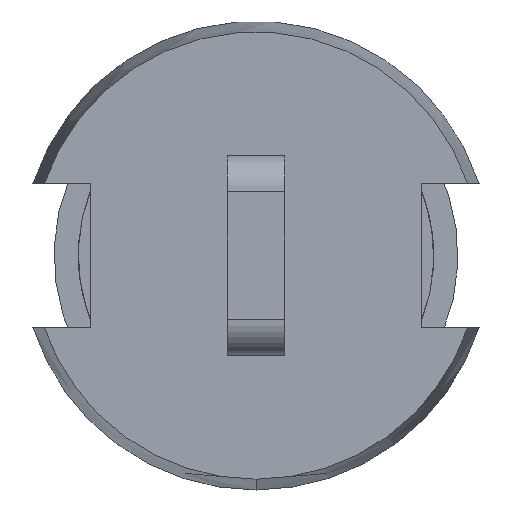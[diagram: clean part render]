
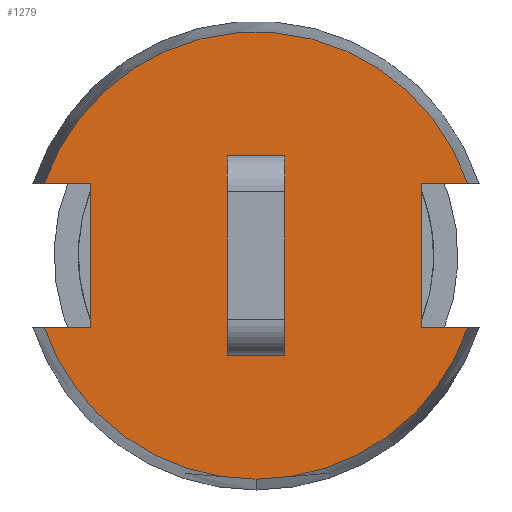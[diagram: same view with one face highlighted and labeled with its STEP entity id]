
A CAD part, left-side view. The second image highlights one B-rep face of the part: STEP entity #1279.
In plain terms, the highlighted planar face has unit normal (-1, 0, 0).
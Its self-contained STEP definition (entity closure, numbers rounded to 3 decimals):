
#31 = VECTOR ( 'NONE', #3378, 1000. ) ;
#51 = CARTESIAN_POINT ( 'NONE',  ( 3.2, 0., -0.69 ) ) ;
#65 = CARTESIAN_POINT ( 'NONE',  ( 3.2, 0.8, -3.46 ) ) ;
#140 = DIRECTION ( 'NONE',  ( 0., 1., 0. ) ) ;
#149 = CARTESIAN_POINT ( 'NONE',  ( 3.2, -2.534, -3.075 ) ) ;
#201 = CARTESIAN_POINT ( 'NONE',  ( 3.2, 0.4, -2.075 ) ) ;
#211 = DIRECTION ( 'NONE',  ( 0., 0., -1. ) ) ;
#263 = CARTESIAN_POINT ( 'NONE',  ( 3.2, -2.534, -1.075 ) ) ;
#280 = EDGE_CURVE ( 'NONE', #2814, #919, #1895, .T. ) ;
#402 = CARTESIAN_POINT ( 'NONE',  ( 3.2, 3.334, -3.075 ) ) ;
#404 = DIRECTION ( 'NONE',  ( 0., 0., -1. ) ) ;
#407 = VECTOR ( 'NONE', #1187, 1000. ) ;
#499 = VERTEX_POINT ( 'NONE', #263 ) ;
#527 = ORIENTED_EDGE ( 'NONE', *, *, #2461, .T. ) ;
#533 = ORIENTED_EDGE ( 'NONE', *, *, #1059, .T. ) ;
#537 = ORIENTED_EDGE ( 'NONE', *, *, #1123, .F. ) ;
#667 = CARTESIAN_POINT ( 'NONE',  ( 3.2, 0., -3.46 ) ) ;
#705 = CARTESIAN_POINT ( 'NONE',  ( 3.2, -1.9, -3.075 ) ) ;
#710 = VERTEX_POINT ( 'NONE', #2090 ) ;
#728 = EDGE_LOOP ( 'NONE', ( #537, #3084, #1092, #823 ) ) ;
#746 = DIRECTION ( 'NONE',  ( -1., 0., 0. ) ) ;
#759 = VERTEX_POINT ( 'NONE', #51 ) ;
#782 = CARTESIAN_POINT ( 'NONE',  ( 3.2, 0.4, -2.075 ) ) ;
#822 = FACE_BOUND ( 'NONE', #728, .T. ) ;
#823 = ORIENTED_EDGE ( 'NONE', *, *, #2443, .F. ) ;
#873 = VECTOR ( 'NONE', #2383, 1000. ) ;
#889 = EDGE_CURVE ( 'NONE', #3109, #2814, #3387, .T. ) ;
#901 = DIRECTION ( 'NONE',  ( 0., 0., -1. ) ) ;
#919 = VERTEX_POINT ( 'NONE', #149 ) ;
#923 = CARTESIAN_POINT ( 'NONE',  ( 3.2, 3.334, -3.075 ) ) ;
#1054 = EDGE_CURVE ( 'NONE', #2108, #3235, #3053, .T. ) ;
#1059 = EDGE_CURVE ( 'NONE', #1473, #710, #2150, .T. ) ;
#1068 = ORIENTED_EDGE ( 'NONE', *, *, #3190, .T. ) ;
#1090 = CARTESIAN_POINT ( 'NONE',  ( 3.2, 0., -1.104 ) ) ;
#1092 = ORIENTED_EDGE ( 'NONE', *, *, #3118, .F. ) ;
#1123 = EDGE_CURVE ( 'NONE', #759, #3772, #3148, .T. ) ;
#1150 = EDGE_CURVE ( 'NONE', #499, #2108, #2347, .T. ) ;
#1157 = VERTEX_POINT ( 'NONE', #2977 ) ;
#1187 = DIRECTION ( 'NONE',  ( 0., 0., -1. ) ) ;
#1192 = ORIENTED_EDGE ( 'NONE', *, *, #1054, .T. ) ;
#1229 = CARTESIAN_POINT ( 'NONE',  ( 3.2, 0.8, -0.69 ) ) ;
#1270 = CARTESIAN_POINT ( 'NONE',  ( 3.2, 0.8, -1.104 ) ) ;
#1273 = EDGE_CURVE ( 'NONE', #759, #3743, #3286, .T. ) ;
#1279 = ADVANCED_FACE ( 'NONE', ( #822, #1695 ), #2522, .F. ) ;
#1283 = AXIS2_PLACEMENT_3D ( 'NONE', #201, #2841, #211 ) ;
#1296 = ORIENTED_EDGE ( 'NONE', *, *, #280, .T. ) ;
#1473 = VERTEX_POINT ( 'NONE', #3219 ) ;
#1493 = CARTESIAN_POINT ( 'NONE',  ( 3.2, 0.4, -2.075 ) ) ;
#1502 = EDGE_LOOP ( 'NONE', ( #3264, #527, #2567, #1296, #1068, #533, #3259, #1950, #1192 ) ) ;
#1516 = VECTOR ( 'NONE', #2632, 1000. ) ;
#1596 = VECTOR ( 'NONE', #3083, 1000. ) ;
#1626 = DIRECTION ( 'NONE',  ( 0., 0., -1. ) ) ;
#1647 = LINE ( 'NONE', #402, #2245 ) ;
#1695 = FACE_OUTER_BOUND ( 'NONE', #1502, .T. ) ;
#1794 = CARTESIAN_POINT ( 'NONE',  ( 3.2, 0.8, -3.46 ) ) ;
#1838 = EDGE_CURVE ( 'NONE', #710, #499, #3815, .T. ) ;
#1895 = CIRCLE ( 'NONE', #1283, 3.1 ) ;
#1917 = VECTOR ( 'NONE', #2645, 1000. ) ;
#1950 = ORIENTED_EDGE ( 'NONE', *, *, #1150, .T. ) ;
#1961 = LINE ( 'NONE', #2375, #407 ) ;
#2090 = CARTESIAN_POINT ( 'NONE',  ( 3.2, -1.9, -1.075 ) ) ;
#2099 = VECTOR ( 'NONE', #3364, 1000. ) ;
#2108 = VERTEX_POINT ( 'NONE', #2236 ) ;
#2150 = LINE ( 'NONE', #3201, #873 ) ;
#2156 = CARTESIAN_POINT ( 'NONE',  ( 3.2, 0.4, -2.075 ) ) ;
#2192 = LINE ( 'NONE', #1270, #2099 ) ;
#2224 = DIRECTION ( 'NONE',  ( 1., 0., 0. ) ) ;
#2236 = CARTESIAN_POINT ( 'NONE',  ( 3.2, 3.334, -1.075 ) ) ;
#2242 = AXIS2_PLACEMENT_3D ( 'NONE', #2156, #746, #404 ) ;
#2245 = VECTOR ( 'NONE', #2754, 1000. ) ;
#2334 = CARTESIAN_POINT ( 'NONE',  ( 3.2, 2.7, -1.075 ) ) ;
#2347 = CIRCLE ( 'NONE', #3406, 3.1 ) ;
#2375 = CARTESIAN_POINT ( 'NONE',  ( 3.2, 2.7, -3.075 ) ) ;
#2379 = LINE ( 'NONE', #65, #1596 ) ;
#2383 = DIRECTION ( 'NONE',  ( 0., 0., 1. ) ) ;
#2443 = EDGE_CURVE ( 'NONE', #3772, #3588, #2192, .T. ) ;
#2456 = CARTESIAN_POINT ( 'NONE',  ( 3.2, 2.7, -1.075 ) ) ;
#2461 = EDGE_CURVE ( 'NONE', #1157, #3109, #1647, .T. ) ;
#2522 = PLANE ( 'NONE',  #2554 ) ;
#2554 = AXIS2_PLACEMENT_3D ( 'NONE', #782, #2224, #3709 ) ;
#2567 = ORIENTED_EDGE ( 'NONE', *, *, #889, .T. ) ;
#2632 = DIRECTION ( 'NONE',  ( 0., -1., 0. ) ) ;
#2645 = DIRECTION ( 'NONE',  ( 0., 1., 0. ) ) ;
#2670 = DIRECTION ( 'NONE',  ( -1., 0., 0. ) ) ;
#2754 = DIRECTION ( 'NONE',  ( 0., 1., 0. ) ) ;
#2814 = VERTEX_POINT ( 'NONE', #2917 ) ;
#2841 = DIRECTION ( 'NONE',  ( -1., 0., 0. ) ) ;
#2914 = EDGE_CURVE ( 'NONE', #3235, #1157, #1961, .T. ) ;
#2917 = CARTESIAN_POINT ( 'NONE',  ( 3.2, 0.4, -5.175 ) ) ;
#2977 = CARTESIAN_POINT ( 'NONE',  ( 3.2, 2.7, -3.075 ) ) ;
#3053 = LINE ( 'NONE', #2334, #1516 ) ;
#3083 = DIRECTION ( 'NONE',  ( 0., -1., 0. ) ) ;
#3084 = ORIENTED_EDGE ( 'NONE', *, *, #1273, .T. ) ;
#3109 = VERTEX_POINT ( 'NONE', #923 ) ;
#3118 = EDGE_CURVE ( 'NONE', #3588, #3743, #2379, .T. ) ;
#3148 = LINE ( 'NONE', #3305, #1917 ) ;
#3190 = EDGE_CURVE ( 'NONE', #919, #1473, #3232, .T. ) ;
#3201 = CARTESIAN_POINT ( 'NONE',  ( 3.2, -1.9, -1.075 ) ) ;
#3219 = CARTESIAN_POINT ( 'NONE',  ( 3.2, -1.9, -3.075 ) ) ;
#3232 = LINE ( 'NONE', #705, #3550 ) ;
#3235 = VERTEX_POINT ( 'NONE', #2456 ) ;
#3259 = ORIENTED_EDGE ( 'NONE', *, *, #1838, .T. ) ;
#3264 = ORIENTED_EDGE ( 'NONE', *, *, #2914, .T. ) ;
#3286 = LINE ( 'NONE', #1090, #3681 ) ;
#3305 = CARTESIAN_POINT ( 'NONE',  ( 3.2, 0., -0.69 ) ) ;
#3364 = DIRECTION ( 'NONE',  ( 0., 0., -1. ) ) ;
#3378 = DIRECTION ( 'NONE',  ( 0., -1., 0. ) ) ;
#3387 = CIRCLE ( 'NONE', #2242, 3.1 ) ;
#3406 = AXIS2_PLACEMENT_3D ( 'NONE', #1493, #2670, #901 ) ;
#3550 = VECTOR ( 'NONE', #140, 1000. ) ;
#3588 = VERTEX_POINT ( 'NONE', #1794 ) ;
#3665 = CARTESIAN_POINT ( 'NONE',  ( 3.2, -2.534, -1.075 ) ) ;
#3681 = VECTOR ( 'NONE', #1626, 1000. ) ;
#3709 = DIRECTION ( 'NONE',  ( 0., 0., -1. ) ) ;
#3743 = VERTEX_POINT ( 'NONE', #667 ) ;
#3772 = VERTEX_POINT ( 'NONE', #1229 ) ;
#3815 = LINE ( 'NONE', #3665, #31 ) ;
